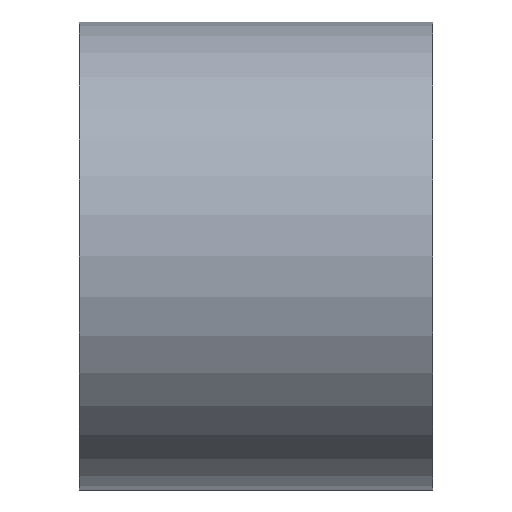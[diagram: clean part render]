
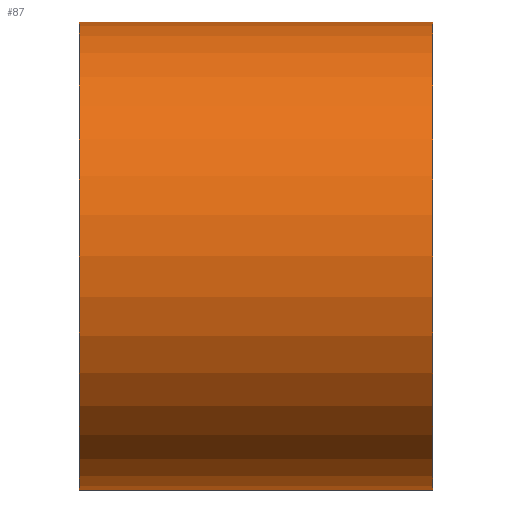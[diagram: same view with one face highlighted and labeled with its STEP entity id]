
A CAD part, front view. The second image highlights one B-rep face of the part: STEP entity #87.
In plain terms, the highlighted cylindrical face has radius 4.3 mm (diameter 8.6 mm), a full revolution.
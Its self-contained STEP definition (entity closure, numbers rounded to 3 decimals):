
#87 = ADVANCED_FACE( '', ( #196, #197 ), #198, .T. );
#196 = FACE_OUTER_BOUND( '', #317, .T. );
#197 = FACE_OUTER_BOUND( '', #318, .T. );
#198 = CYLINDRICAL_SURFACE( '', #319, 4.3 );
#317 = EDGE_LOOP( '', ( #498 ) );
#318 = EDGE_LOOP( '', ( #499 ) );
#319 = AXIS2_PLACEMENT_3D( '', #500, #501, #502 );
#498 = ORIENTED_EDGE( '', *, *, #736, .F. );
#499 = ORIENTED_EDGE( '', *, *, #730, .T. );
#500 = CARTESIAN_POINT( '', ( 6.5, 0., 0. ) );
#501 = DIRECTION( '', ( 1., 0., 0. ) );
#502 = DIRECTION( '', ( 0., 0., 1. ) );
#730 = EDGE_CURVE( '', #885, #885, #886, .T. );
#736 = EDGE_CURVE( '', #895, #895, #896, .T. );
#885 = VERTEX_POINT( '', #1089 );
#886 = CIRCLE( '', #1090, 4.3 );
#895 = VERTEX_POINT( '', #1101 );
#896 = CIRCLE( '', #1102, 4.3 );
#1089 = CARTESIAN_POINT( '', ( 0., 0., -4.3 ) );
#1090 = AXIS2_PLACEMENT_3D( '', #1257, #1258, #1259 );
#1101 = CARTESIAN_POINT( '', ( 6.5, 0., -4.3 ) );
#1102 = AXIS2_PLACEMENT_3D( '', #1268, #1269, #1270 );
#1257 = CARTESIAN_POINT( '', ( 0., 0., 0. ) );
#1258 = DIRECTION( '', ( 1., 0., 0. ) );
#1259 = DIRECTION( '', ( 0., 0., -1. ) );
#1268 = CARTESIAN_POINT( '', ( 6.5, 0., 0. ) );
#1269 = DIRECTION( '', ( 1., 0., 0. ) );
#1270 = DIRECTION( '', ( 0., 0., -1. ) );
